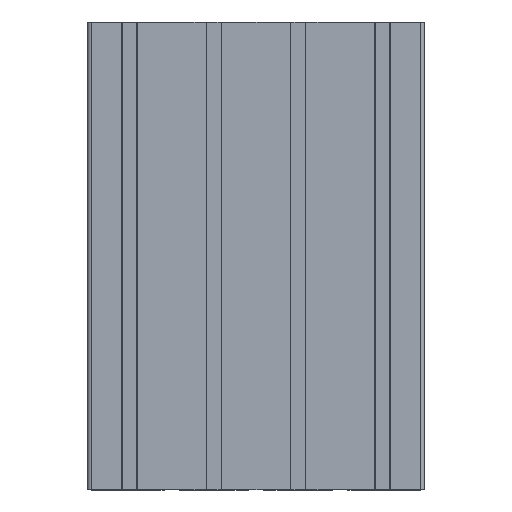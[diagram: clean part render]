
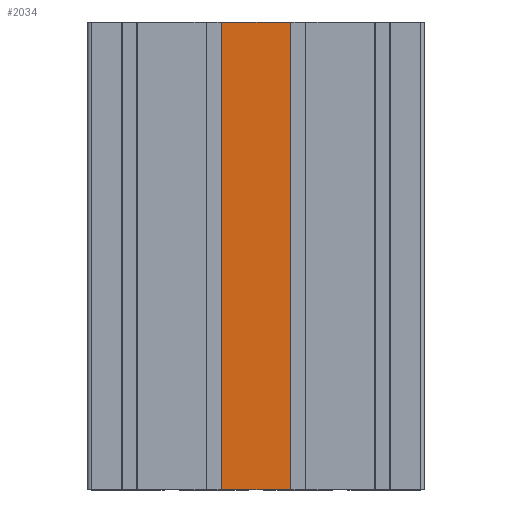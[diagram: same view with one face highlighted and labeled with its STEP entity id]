
A CAD part, top view. The second image highlights one B-rep face of the part: STEP entity #2034.
In plain terms, the highlighted planar face has unit normal (0, 0, 1).
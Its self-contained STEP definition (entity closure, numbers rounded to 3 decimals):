
#178=FACE_OUTER_BOUND('',#278,.T.);
#278=EDGE_LOOP('',(#1659,#1660,#1661,#1662));
#282=LINE('',#2741,#532);
#528=LINE('',#3320,#778);
#529=LINE('',#3322,#779);
#530=LINE('',#3323,#780);
#532=VECTOR('',#2200,10.);
#778=VECTOR('',#2726,10.);
#779=VECTOR('',#2729,10.);
#780=VECTOR('',#2730,10.);
#781=VERTEX_POINT('',#2737);
#783=VERTEX_POINT('',#2740);
#975=VERTEX_POINT('',#3316);
#976=VERTEX_POINT('',#3318);
#978=EDGE_CURVE('',#781,#783,#282,.T.);
#1268=EDGE_CURVE('',#975,#976,#528,.T.);
#1269=EDGE_CURVE('',#781,#975,#529,.T.);
#1270=EDGE_CURVE('',#783,#976,#530,.T.);
#1659=ORIENTED_EDGE('',*,*,#1269,.T.);
#1660=ORIENTED_EDGE('',*,*,#1268,.T.);
#1661=ORIENTED_EDGE('',*,*,#1270,.F.);
#1662=ORIENTED_EDGE('',*,*,#978,.F.);
#1934=PLANE('',#2192);
#2034=ADVANCED_FACE('',(#178),#1934,.T.);
#2192=AXIS2_PLACEMENT_3D('',#3321,#2727,#2728);
#2200=DIRECTION('',(0.,1.,0.));
#2726=DIRECTION('',(0.,1.,0.));
#2727=DIRECTION('center_axis',(0.,0.,1.));
#2728=DIRECTION('ref_axis',(1.,0.,0.));
#2729=DIRECTION('',(1.,0.,0.));
#2730=DIRECTION('',(1.,0.,0.));
#2737=CARTESIAN_POINT('',(71.581,0.,18.5));
#2740=CARTESIAN_POINT('',(71.581,250.,18.5));
#2741=CARTESIAN_POINT('',(71.581,0.,18.5));
#3316=CARTESIAN_POINT('',(108.419,0.,18.5));
#3318=CARTESIAN_POINT('',(108.419,250.,18.5));
#3320=CARTESIAN_POINT('',(108.419,0.,18.5));
#3321=CARTESIAN_POINT('Origin',(71.581,0.,18.5));
#3322=CARTESIAN_POINT('',(90.,0.,18.5));
#3323=CARTESIAN_POINT('',(90.,250.,18.5));
